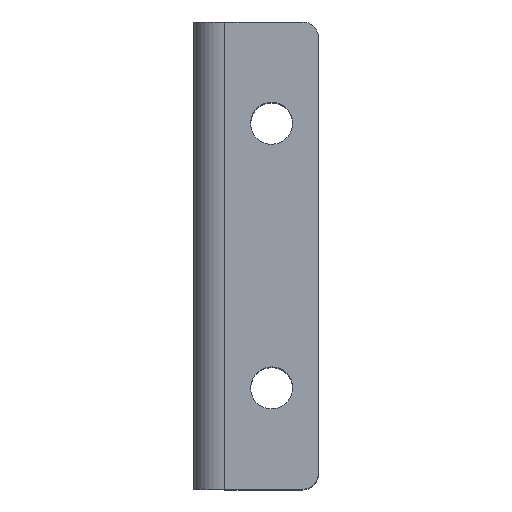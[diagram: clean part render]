
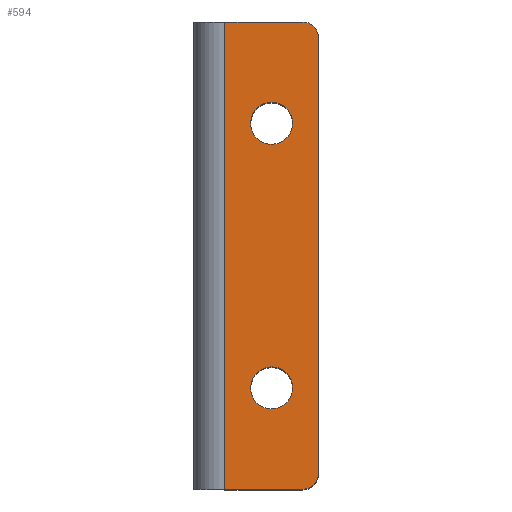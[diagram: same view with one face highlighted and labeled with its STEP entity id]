
A CAD part, top view. The second image highlights one B-rep face of the part: STEP entity #594.
In plain terms, the highlighted planar face has unit normal (0, 0, 1).
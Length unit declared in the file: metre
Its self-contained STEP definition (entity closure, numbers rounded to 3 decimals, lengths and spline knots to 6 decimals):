
#32 = DIRECTION ( 'NONE',  ( 0.991, -0.137, 0. ) ) ;
#50 = VERTEX_POINT ( 'NONE', #1268 ) ;
#90 = DIRECTION ( 'NONE',  ( 0., 0., -1. ) ) ;
#92 = CIRCLE ( 'NONE', #508, 0.001 ) ;
#93 = ORIENTED_EDGE ( 'NONE', *, *, #1009, .T. ) ;
#99 = VERTEX_POINT ( 'NONE', #168 ) ;
#119 = CARTESIAN_POINT ( 'NONE',  ( 0.111, -0.0074, 0.016 ) ) ;
#137 = CARTESIAN_POINT ( 'NONE',  ( 0.108, -0.0139, 0.016 ) ) ;
#168 = CARTESIAN_POINT ( 'NONE',  ( 0.114, -0.0129, 0.016 ) ) ;
#179 = EDGE_CURVE ( 'NONE', #672, #99, #1004, .T. ) ;
#186 = FACE_BOUND ( 'NONE', #1210, .T. ) ;
#189 = VECTOR ( 'NONE', #625, 1. ) ;
#220 = CARTESIAN_POINT ( 'NONE',  ( 0.113, 0.0161, 0.016 ) ) ;
#245 = CARTESIAN_POINT ( 'NONE',  ( 0.111, 0.0096, 0.016 ) ) ;
#275 = LINE ( 'NONE', #980, #189 ) ;
#287 = EDGE_CURVE ( 'NONE', #1226, #443, #385, .T. ) ;
#294 = CARTESIAN_POINT ( 'NONE',  ( 0.112337, 0.009415, 0.016 ) ) ;
#295 = LINE ( 'NONE', #1237, #384 ) ;
#305 = VERTEX_POINT ( 'NONE', #580 ) ;
#316 = DIRECTION ( 'NONE',  ( 0., 0., -1. ) ) ;
#334 = DIRECTION ( 'NONE',  ( 0.991, -0.137, 0. ) ) ;
#350 = EDGE_CURVE ( 'NONE', #672, #1469, #275, .T. ) ;
#352 = DIRECTION ( 'NONE',  ( 0., 0., -1. ) ) ;
#358 = EDGE_CURVE ( 'NONE', #1249, #305, #744, .T. ) ;
#384 = VECTOR ( 'NONE', #1118, 1. ) ;
#385 = CIRCLE ( 'NONE', #1322, 0.00135 ) ;
#407 = LINE ( 'NONE', #550, #471 ) ;
#443 = VERTEX_POINT ( 'NONE', #732 ) ;
#471 = VECTOR ( 'NONE', #990, 1. ) ;
#472 = DIRECTION ( 'NONE',  ( 0.991, -0.137, 0. ) ) ;
#504 = ORIENTED_EDGE ( 'NONE', *, *, #1150, .T. ) ;
#508 = AXIS2_PLACEMENT_3D ( 'NONE', #643, #1017, #1488 ) ;
#511 = ORIENTED_EDGE ( 'NONE', *, *, #1459, .T. ) ;
#525 = CARTESIAN_POINT ( 'NONE',  ( 0.114, 0.0151, 0.016 ) ) ;
#539 = AXIS2_PLACEMENT_3D ( 'NONE', #1043, #1516, #1399 ) ;
#550 = CARTESIAN_POINT ( 'NONE',  ( 0.108, -0.0139, 0.016 ) ) ;
#553 = PLANE ( 'NONE',  #832 ) ;
#571 = VERTEX_POINT ( 'NONE', #525 ) ;
#580 = CARTESIAN_POINT ( 'NONE',  ( 0.109663, 0.009785, 0.016 ) ) ;
#592 = ORIENTED_EDGE ( 'NONE', *, *, #1347, .T. ) ;
#594 = ADVANCED_FACE ( 'NONE', ( #186, #908, #1136 ), #553, .F. ) ;
#625 = DIRECTION ( 'NONE',  ( -1., 0., 0. ) ) ;
#643 = CARTESIAN_POINT ( 'NONE',  ( 0.113, 0.0151, 0.016 ) ) ;
#672 = VERTEX_POINT ( 'NONE', #1389 ) ;
#678 = EDGE_LOOP ( 'NONE', ( #1319, #1493 ) ) ;
#732 = CARTESIAN_POINT ( 'NONE',  ( 0.109663, -0.007215, 0.016 ) ) ;
#744 = CIRCLE ( 'NONE', #1456, 0.00135 ) ;
#797 = DIRECTION ( 'NONE',  ( -1., 0., 0. ) ) ;
#799 = CARTESIAN_POINT ( 'NONE',  ( 0.111, -0.0074, 0.016 ) ) ;
#831 = ORIENTED_EDGE ( 'NONE', *, *, #179, .T. ) ;
#832 = AXIS2_PLACEMENT_3D ( 'NONE', #1020, #316, #797 ) ;
#908 = FACE_BOUND ( 'NONE', #678, .T. ) ;
#912 = EDGE_CURVE ( 'NONE', #50, #1469, #407, .T. ) ;
#919 = CARTESIAN_POINT ( 'NONE',  ( 0.113, 0.0161, 0.016 ) ) ;
#925 = EDGE_LOOP ( 'NONE', ( #1534, #831, #504, #93, #511, #1068 ) ) ;
#936 = CIRCLE ( 'NONE', #1326, 0.00135 ) ;
#980 = CARTESIAN_POINT ( 'NONE',  ( 0.113, -0.0139, 0.016 ) ) ;
#990 = DIRECTION ( 'NONE',  ( 0., -1., 0. ) ) ;
#1004 = CIRCLE ( 'NONE', #539, 0.001 ) ;
#1009 = EDGE_CURVE ( 'NONE', #571, #1411, #92, .T. ) ;
#1017 = DIRECTION ( 'NONE',  ( 0., 0., 1. ) ) ;
#1020 = CARTESIAN_POINT ( 'NONE',  ( 0.107, -0.0139, 0.016 ) ) ;
#1031 = LINE ( 'NONE', #919, #1453 ) ;
#1043 = CARTESIAN_POINT ( 'NONE',  ( 0.113, -0.0129, 0.016 ) ) ;
#1064 = DIRECTION ( 'NONE',  ( 0.991, -0.137, 0. ) ) ;
#1068 = ORIENTED_EDGE ( 'NONE', *, *, #912, .T. ) ;
#1102 = CIRCLE ( 'NONE', #1405, 0.00135 ) ;
#1113 = ORIENTED_EDGE ( 'NONE', *, *, #287, .T. ) ;
#1118 = DIRECTION ( 'NONE',  ( 0., 1., 0. ) ) ;
#1136 = FACE_OUTER_BOUND ( 'NONE', #925, .T. ) ;
#1150 = EDGE_CURVE ( 'NONE', #99, #571, #295, .T. ) ;
#1192 = DIRECTION ( 'NONE',  ( 0., 0., -1. ) ) ;
#1210 = EDGE_LOOP ( 'NONE', ( #1113, #592 ) ) ;
#1226 = VERTEX_POINT ( 'NONE', #1477 ) ;
#1237 = CARTESIAN_POINT ( 'NONE',  ( 0.114, -0.0129, 0.016 ) ) ;
#1249 = VERTEX_POINT ( 'NONE', #294 ) ;
#1268 = CARTESIAN_POINT ( 'NONE',  ( 0.108, 0.0161, 0.016 ) ) ;
#1287 = CARTESIAN_POINT ( 'NONE',  ( 0.111, 0.0096, 0.016 ) ) ;
#1319 = ORIENTED_EDGE ( 'NONE', *, *, #358, .T. ) ;
#1322 = AXIS2_PLACEMENT_3D ( 'NONE', #119, #90, #1064 ) ;
#1326 = AXIS2_PLACEMENT_3D ( 'NONE', #1287, #352, #472 ) ;
#1347 = EDGE_CURVE ( 'NONE', #443, #1226, #1102, .T. ) ;
#1385 = DIRECTION ( 'NONE',  ( -1., 0., 0. ) ) ;
#1389 = CARTESIAN_POINT ( 'NONE',  ( 0.113, -0.0139, 0.016 ) ) ;
#1394 = DIRECTION ( 'NONE',  ( 0., 0., -1. ) ) ;
#1397 = EDGE_CURVE ( 'NONE', #305, #1249, #936, .T. ) ;
#1399 = DIRECTION ( 'NONE',  ( 1., 0., 0. ) ) ;
#1405 = AXIS2_PLACEMENT_3D ( 'NONE', #799, #1394, #334 ) ;
#1411 = VERTEX_POINT ( 'NONE', #220 ) ;
#1453 = VECTOR ( 'NONE', #1385, 1. ) ;
#1456 = AXIS2_PLACEMENT_3D ( 'NONE', #245, #1192, #32 ) ;
#1459 = EDGE_CURVE ( 'NONE', #1411, #50, #1031, .T. ) ;
#1469 = VERTEX_POINT ( 'NONE', #137 ) ;
#1477 = CARTESIAN_POINT ( 'NONE',  ( 0.112337, -0.007585, 0.016 ) ) ;
#1488 = DIRECTION ( 'NONE',  ( 1., 0., 0. ) ) ;
#1493 = ORIENTED_EDGE ( 'NONE', *, *, #1397, .T. ) ;
#1516 = DIRECTION ( 'NONE',  ( 0., 0., 1. ) ) ;
#1534 = ORIENTED_EDGE ( 'NONE', *, *, #350, .F. ) ;
